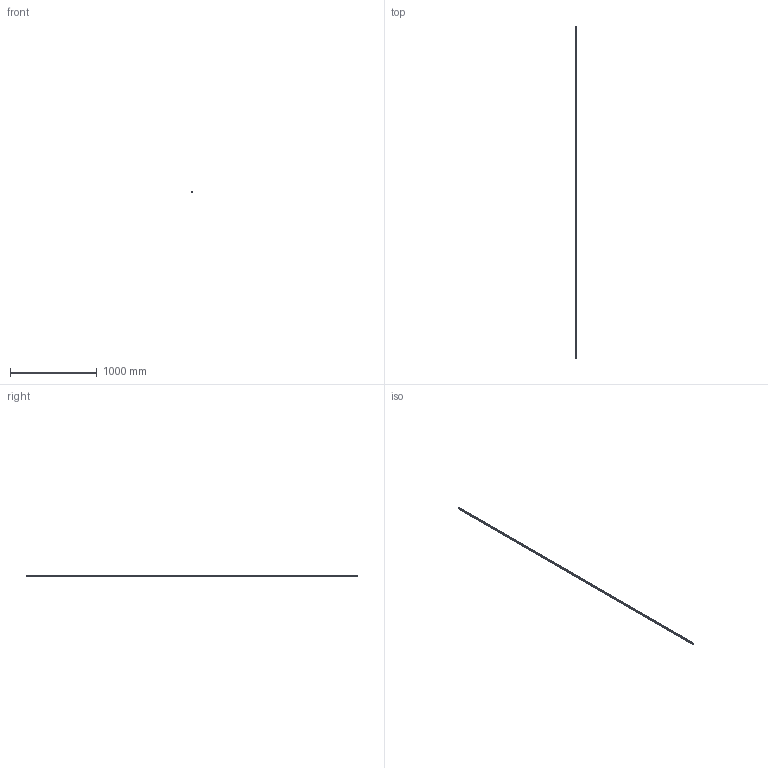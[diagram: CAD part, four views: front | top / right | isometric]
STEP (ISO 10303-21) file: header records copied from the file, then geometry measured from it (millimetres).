
FILE_DESCRIPTION(('STEP AP214'),'1');
FILE_NAME('cctmp_1CAD49E1-D1D7-4B18-8960-A2001107B29E_2020_5_5_14_31_12_990..stp','2020-05-05T12:31:13',('HIWIN GmbH'),('CADClick - www.CADClick.com'),'Spatial InterOp 3D',' ','unknown authorization');
FILE_SCHEMA(('AUTOMOTIVE_DESIGN'));
Length unit declared in the file: millimetre
Products named in the file (1): HGR15R3830H_FILE
Bounding box: 15 x 3830 x 15 mm (x, y, z)
Volume: 703633.4 mm3; surface area: 254917.2 mm2
Topology: 1 solids, 1 shells, 691 faces, 1479 edges, 986 vertices
Faces by surface type: cylinder 410, plane 281
Entity records: 24625 total; most frequent: DIRECTION 3683, CARTESIAN_POINT 3157, ORIENTED_EDGE 2958, AXIS2_PLACEMENT_3D 1512, EDGE_CURVE 1479, VERTEX_POINT 986, EDGE_LOOP 887, CIRCLE 820
